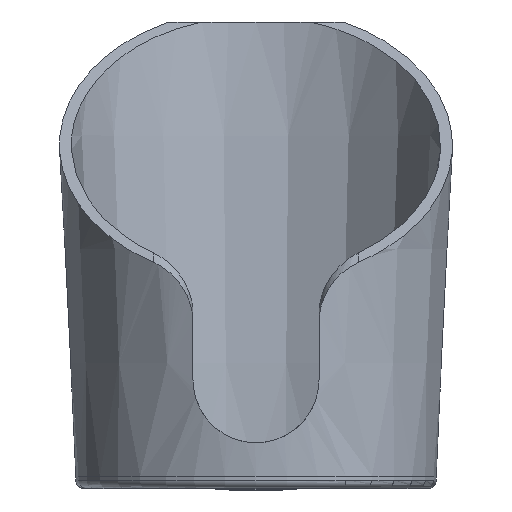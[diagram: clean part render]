
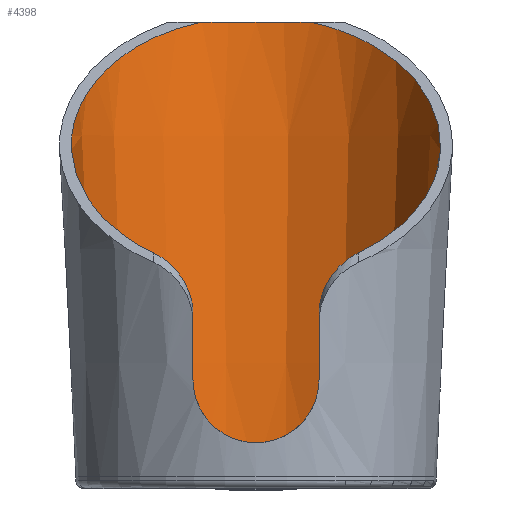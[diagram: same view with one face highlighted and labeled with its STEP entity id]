
A CAD part, top view. The second image highlights one B-rep face of the part: STEP entity #4398.
In plain terms, the highlighted conical face has half-angle 2.85 degrees and reference radius 45.623 mm.
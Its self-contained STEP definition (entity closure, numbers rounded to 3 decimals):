
#3559=DIRECTION('',(-0.05,0.999,0.));
#3560=VECTOR('',#3559,82.973);
#3561=CARTESIAN_POINT('',(-42.75,3.075,0.));
#3562=LINE('',#3561,#3560);
#3566=DIRECTION('',(0.05,0.999,0.));
#3567=VECTOR('',#3566,82.973);
#3568=CARTESIAN_POINT('',(42.75,3.075,0.));
#3569=LINE('',#3568,#3567);
#3640=CARTESIAN_POINT('',(46.876,85.945,
0.));
#3641=CARTESIAN_POINT('',(46.971,87.869,-2.748));
#3642=CARTESIAN_POINT('',(46.679,91.531,-7.978));
#3643=CARTESIAN_POINT('',(44.568,98.268,-17.6));
#3644=CARTESIAN_POINT('',(39.463,105.739,-28.269));
#3645=CARTESIAN_POINT('',(31.295,112.03,-37.254));
#3646=CARTESIAN_POINT('',(22.408,116.157,-43.147));
#3647=CARTESIAN_POINT('',(16.934,117.823,-45.527));
#3648=CARTESIAN_POINT('',(13.792,118.5,-46.494));
#3653=CARTESIAN_POINT('',(-13.792,118.5,-46.494));
#3654=CARTESIAN_POINT('',(-16.934,117.823,
-45.527));
#3655=CARTESIAN_POINT('',(-22.408,116.157,
-43.147));
#3656=CARTESIAN_POINT('',(-31.295,112.03,
-37.254));
#3657=CARTESIAN_POINT('',(-39.463,105.739,
-28.269));
#3658=CARTESIAN_POINT('',(-44.568,98.268,
-17.6));
#3659=CARTESIAN_POINT('',(-46.679,91.531,
-7.978));
#3660=CARTESIAN_POINT('',(-46.971,87.869,
-2.748));
#3661=CARTESIAN_POINT('',(-46.876,85.945,
0.));
#3666=CARTESIAN_POINT('',(0.,3.075,0.));
#3667=DIRECTION('',(0.,1.,0.));
#3668=DIRECTION('',(1.,0.,0.));
#3669=AXIS2_PLACEMENT_3D('',#3666,#3667,#3668);
#3801=CARTESIAN_POINT('',(0.,118.5,0.));
#3802=DIRECTION('',(0.,1.,0.));
#3803=DIRECTION('',(0.284,0.,-0.959));
#3804=AXIS2_PLACEMENT_3D('',#3801,#3802,#3803);
#4073=CARTESIAN_POINT('',(42.75,3.075,0.));
#4074=CARTESIAN_POINT('',(-42.75,3.075,0.));
#4075=VERTEX_POINT('',#4073);
#4076=VERTEX_POINT('',#4074);
#4078=CARTESIAN_POINT('',(-13.792,118.5,-46.494));
#4080=VERTEX_POINT('',#4078);
#4081=CARTESIAN_POINT('',(13.792,118.5,-46.494));
#4083=VERTEX_POINT('',#4081);
#4085=VERTEX_POINT('',#3640);
#4086=VERTEX_POINT('',#3661);
#4383=CARTESIAN_POINT('',(0.,60.787,0.));
#4384=DIRECTION('',(0.,1.,0.));
#4385=DIRECTION('',(1.,0.,0.));
#4386=AXIS2_PLACEMENT_3D('',#4383,#4384,#4385);
#4387=CONICAL_SURFACE('',#4386,45.623,2.85);
#4388=ORIENTED_EDGE('',*,*,#4336,.F.);
#4389=ORIENTED_EDGE('',*,*,#4369,.F.);
#4391=ORIENTED_EDGE('',*,*,#4390,.T.);
#4392=ORIENTED_EDGE('',*,*,#4365,.T.);
#4393=ORIENTED_EDGE('',*,*,#4320,.F.);
#4395=ORIENTED_EDGE('',*,*,#4394,.F.);
#4396=EDGE_LOOP('',(#4388,#4389,#4391,#4392,#4393,#4395));
#4397=FACE_OUTER_BOUND('',#4396,.F.);
#3649=B_SPLINE_CURVE_WITH_KNOTS('',3,(#3640,#3641,#3642,#3643,#3644,#3645,#3646,
#3647,#3648),.UNSPECIFIED.,.F.,.F.,(4,1,1,1,1,1,4),(0.,0.125,0.25,0.5,
0.75,0.875,1.),.UNSPECIFIED.);
#3662=B_SPLINE_CURVE_WITH_KNOTS('',3,(#3653,#3654,#3655,#3656,#3657,#3658,#3659,
#3660,#3661),.UNSPECIFIED.,.F.,.F.,(4,1,1,1,1,1,4),(0.,0.125,0.25,0.5,
0.75,0.875,1.),.UNSPECIFIED.);
#3670=CIRCLE('',#3669,42.75);
#3805=CIRCLE('',#3804,48.496);
#4320=EDGE_CURVE('',#4080,#4086,#3662,.T.);
#4336=EDGE_CURVE('',#4085,#4083,#3649,.T.);
#4365=EDGE_CURVE('',#4076,#4086,#3562,.T.);
#4369=EDGE_CURVE('',#4075,#4085,#3569,.T.);
#4390=EDGE_CURVE('',#4075,#4076,#3670,.T.);
#4394=EDGE_CURVE('',#4083,#4080,#3805,.T.);
#4398=ADVANCED_FACE('',(#4397),#4387,.F.);
